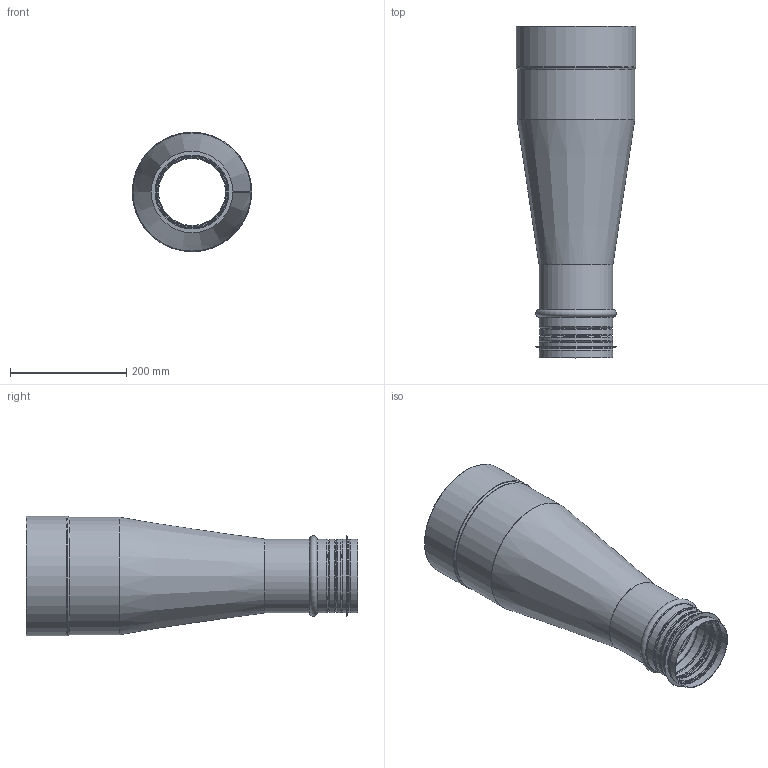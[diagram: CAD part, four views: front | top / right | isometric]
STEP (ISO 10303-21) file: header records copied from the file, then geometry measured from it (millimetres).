
FILE_DESCRIPTION((''),'2;1');
FILE_NAME('HFCMH-9.stp','2015-01-26T15:47:46',(''),(''),'Autodesk Inventor 2013','Autodesk Inventor 2013','');
FILE_SCHEMA(('AUTOMOTIVE_DESIGN { 1 2 10303 214 0 1 1 1 }'));
Length unit declared in the file: millimetre
Products named in the file (6): HFCMH-9; HFCMH-AA-9; HFCMH-AB-2; HFCMH-AC-1; HIK-AA-2; HIK-AB-2
Assembly tree (5 placements, depth 2):
  HFCMH-9
    HFCMH-AA-9
    HFCMH-AB-2
    HFCMH-AC-1
    HIK-AA-2
    HIK-AB-2
Bounding box: 205.2 x 570 x 205.2 mm (x, y, z)
Volume: 318765 mm3; surface area: 629701.8 mm2
Topology: 5 solids, 5 shells, 132 faces, 260 edges, 138 vertices
Faces by surface type: plane 62, torus 32, cylinder 22, cone 16
Full cylindrical faces by diameter (mm): 122 x2, 125.6 x2, 126.6 x1, 139.6 x1
Entity records: 3573 total; most frequent: DIRECTION 662, CARTESIAN_POINT 527, ORIENTED_EDGE 492, AXIS2_PLACEMENT_3D 273, EDGE_CURVE 246, EDGE_LOOP 150, VERTEX_POINT 138, STYLED_ITEM 137
